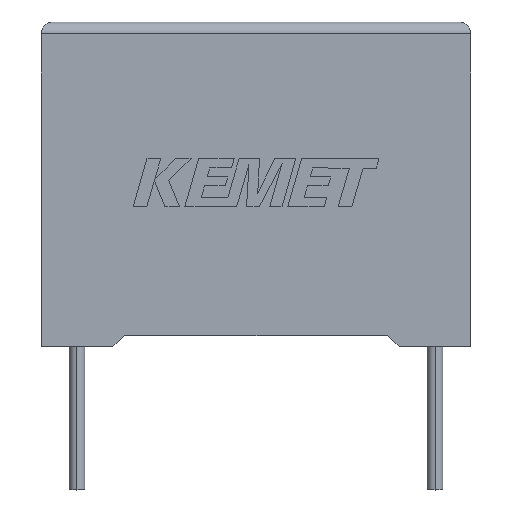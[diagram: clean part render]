
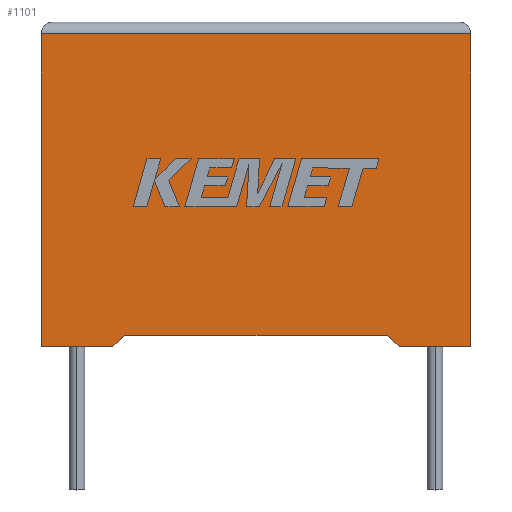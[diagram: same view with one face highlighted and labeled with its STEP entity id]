
A CAD part, top view. The second image highlights one B-rep face of the part: STEP entity #1101.
In plain terms, the highlighted planar face has unit normal (0, 0, 1).
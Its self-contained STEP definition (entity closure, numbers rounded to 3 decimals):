
#7 = VERTEX_POINT ( 'NONE', #1429 ) ;
#150 = ORIENTED_EDGE ( 'NONE', *, *, #1847, .T. ) ;
#262 = LINE ( 'NONE', #2328, #3024 ) ;
#345 = VERTEX_POINT ( 'NONE', #2932 ) ;
#493 = CARTESIAN_POINT ( 'NONE',  ( 0., 0., 7.7 ) ) ;
#566 = EDGE_CURVE ( 'NONE', #1623, #922, #2456, .T. ) ;
#630 = CARTESIAN_POINT ( 'NONE',  ( 0., 13.1, 7.7 ) ) ;
#672 = ORIENTED_EDGE ( 'NONE', *, *, #1581, .T. ) ;
#701 = LINE ( 'NONE', #493, #1976 ) ;
#768 = FACE_OUTER_BOUND ( 'NONE', #1315, .T. ) ;
#808 = PLANE ( 'NONE',  #1156 ) ;
#922 = VERTEX_POINT ( 'NONE', #2745 ) ;
#978 = VERTEX_POINT ( 'NONE', #2591 ) ;
#1002 = DIRECTION ( 'NONE',  ( -1., 0., 0. ) ) ;
#1028 = EDGE_CURVE ( 'NONE', #2712, #1825, #2607, .T. ) ;
#1029 = VECTOR ( 'NONE', #3049, 1000. ) ;
#1082 = EDGE_CURVE ( 'NONE', #922, #1203, #2624, .T. ) ;
#1101 = ADVANCED_FACE ( 'NONE', ( #768 ), #808, .F. ) ;
#1152 = DIRECTION ( 'NONE',  ( 1., 0., 0. ) ) ;
#1156 = AXIS2_PLACEMENT_3D ( 'NONE', #1283, #1473, #1002 ) ;
#1169 = CARTESIAN_POINT ( 'NONE',  ( 18., 13.1, 7.7 ) ) ;
#1175 = CARTESIAN_POINT ( 'NONE',  ( 9., 0.469, 7.7 ) ) ;
#1203 = VERTEX_POINT ( 'NONE', #2825 ) ;
#1234 = CARTESIAN_POINT ( 'NONE',  ( 3., 0., 7.7 ) ) ;
#1283 = CARTESIAN_POINT ( 'NONE',  ( 0., 0., 7.7 ) ) ;
#1315 = EDGE_LOOP ( 'NONE', ( #2897, #2077, #2416, #672, #1797, #2888, #150, #2681 ) ) ;
#1341 = EDGE_CURVE ( 'NONE', #1825, #978, #2227, .T. ) ;
#1397 = CARTESIAN_POINT ( 'NONE',  ( 0., 0., 7.7 ) ) ;
#1399 = VECTOR ( 'NONE', #2678, 1000. ) ;
#1429 = CARTESIAN_POINT ( 'NONE',  ( 18., 0., 7.7 ) ) ;
#1473 = DIRECTION ( 'NONE',  ( 0., 0., -1. ) ) ;
#1518 = CARTESIAN_POINT ( 'NONE',  ( 0., 0., 7.7 ) ) ;
#1581 = EDGE_CURVE ( 'NONE', #1203, #978, #701, .T. ) ;
#1585 = VECTOR ( 'NONE', #2293, 1000. ) ;
#1620 = LINE ( 'NONE', #3031, #1585 ) ;
#1621 = CARTESIAN_POINT ( 'NONE',  ( 14.5, 0.469, 7.7 ) ) ;
#1623 = VERTEX_POINT ( 'NONE', #1169 ) ;
#1638 = CARTESIAN_POINT ( 'NONE',  ( 3.5, 0.469, 7.7 ) ) ;
#1797 = ORIENTED_EDGE ( 'NONE', *, *, #1341, .F. ) ;
#1825 = VERTEX_POINT ( 'NONE', #1638 ) ;
#1847 = EDGE_CURVE ( 'NONE', #2712, #345, #1620, .T. ) ;
#1854 = EDGE_CURVE ( 'NONE', #345, #7, #2547, .T. ) ;
#1860 = VECTOR ( 'NONE', #1956, 1000. ) ;
#1956 = DIRECTION ( 'NONE',  ( 0., -1., 0. ) ) ;
#1976 = VECTOR ( 'NONE', #1152, 1000. ) ;
#2021 = VECTOR ( 'NONE', #2097, 1000. ) ;
#2077 = ORIENTED_EDGE ( 'NONE', *, *, #566, .T. ) ;
#2097 = DIRECTION ( 'NONE',  ( -1., 0., 0. ) ) ;
#2227 = LINE ( 'NONE', #1234, #1399 ) ;
#2290 = VECTOR ( 'NONE', #2337, 1000. ) ;
#2293 = DIRECTION ( 'NONE',  ( 0.729, -0.684, 0. ) ) ;
#2328 = CARTESIAN_POINT ( 'NONE',  ( 18., 0., 7.7 ) ) ;
#2337 = DIRECTION ( 'NONE',  ( -1., 0., 0. ) ) ;
#2416 = ORIENTED_EDGE ( 'NONE', *, *, #1082, .T. ) ;
#2456 = LINE ( 'NONE', #630, #2021 ) ;
#2547 = LINE ( 'NONE', #1397, #1029 ) ;
#2591 = CARTESIAN_POINT ( 'NONE',  ( 3., 0., 7.7 ) ) ;
#2607 = LINE ( 'NONE', #1175, #2290 ) ;
#2612 = DIRECTION ( 'NONE',  ( 0., 1., 0. ) ) ;
#2624 = LINE ( 'NONE', #1518, #1860 ) ;
#2648 = EDGE_CURVE ( 'NONE', #7, #1623, #262, .T. ) ;
#2678 = DIRECTION ( 'NONE',  ( -0.729, -0.684, 0. ) ) ;
#2681 = ORIENTED_EDGE ( 'NONE', *, *, #1854, .T. ) ;
#2712 = VERTEX_POINT ( 'NONE', #1621 ) ;
#2745 = CARTESIAN_POINT ( 'NONE',  ( 0., 13.1, 7.7 ) ) ;
#2825 = CARTESIAN_POINT ( 'NONE',  ( 0., 0., 7.7 ) ) ;
#2888 = ORIENTED_EDGE ( 'NONE', *, *, #1028, .F. ) ;
#2897 = ORIENTED_EDGE ( 'NONE', *, *, #2648, .T. ) ;
#2932 = CARTESIAN_POINT ( 'NONE',  ( 15., 0., 7.7 ) ) ;
#3024 = VECTOR ( 'NONE', #2612, 1000. ) ;
#3031 = CARTESIAN_POINT ( 'NONE',  ( 15., 0., 7.7 ) ) ;
#3049 = DIRECTION ( 'NONE',  ( 1., 0., 0. ) ) ;
